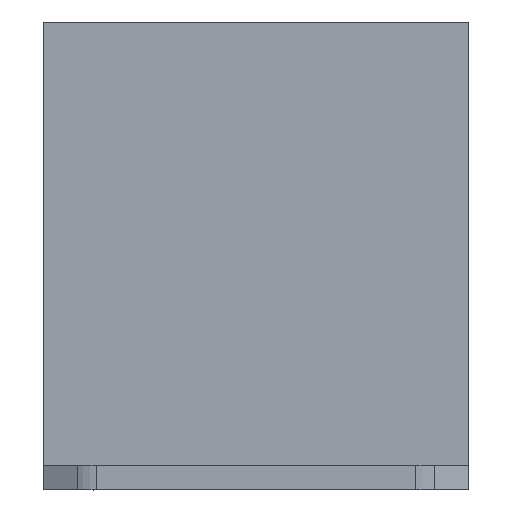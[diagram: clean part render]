
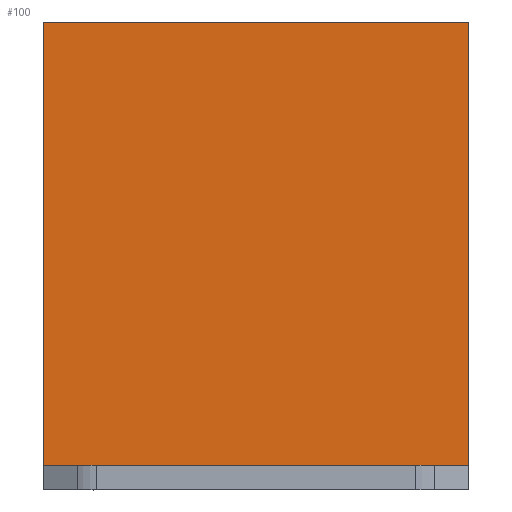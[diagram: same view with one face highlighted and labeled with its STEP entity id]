
A CAD part, front view. The second image highlights one B-rep face of the part: STEP entity #100.
In plain terms, the highlighted planar face has unit normal (0, -1, 0).
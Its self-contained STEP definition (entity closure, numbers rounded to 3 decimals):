
#100=ADVANCED_FACE('',(#289),#205,.F.);
#205=PLANE('',#2238);
#289=FACE_OUTER_BOUND('',#393,.T.);
#393=EDGE_LOOP('',(#625,#626,#627,#628));
#625=ORIENTED_EDGE('',*,*,#1468,.T.);
#626=ORIENTED_EDGE('',*,*,#1469,.T.);
#627=ORIENTED_EDGE('',*,*,#1470,.T.);
#628=ORIENTED_EDGE('',*,*,#1377,.F.);
#1165=VERTEX_POINT('',#2950);
#1166=VERTEX_POINT('',#2952);
#1247=VERTEX_POINT('',#3143);
#1248=VERTEX_POINT('',#3145);
#1377=EDGE_CURVE('',#1165,#1166,#1697,.T.);
#1468=EDGE_CURVE('',#1165,#1247,#1774,.T.);
#1469=EDGE_CURVE('',#1247,#1248,#1775,.T.);
#1470=EDGE_CURVE('',#1248,#1166,#1776,.T.);
#1697=LINE('',#2951,#1955);
#1774=LINE('',#3142,#2032);
#1775=LINE('',#3144,#2033);
#1776=LINE('',#3146,#2034);
#1955=VECTOR('',#2374,1.);
#2032=VECTOR('',#2501,1.);
#2033=VECTOR('',#2502,1.);
#2034=VECTOR('',#2503,1.);
#2238=AXIS2_PLACEMENT_3D('',#3147,#2504,#2505);
#2374=DIRECTION('',(-1.,0.,0.));
#2501=DIRECTION('',(0.,0.,1.));
#2502=DIRECTION('',(-1.,0.,0.));
#2503=DIRECTION('',(0.,0.,-1.));
#2504=DIRECTION('',(0.,1.,0.));
#2505=DIRECTION('',(-1.,0.,0.));
#2950=CARTESIAN_POINT('',(11.175,-3.6,-23.4));
#2951=CARTESIAN_POINT('',(-11.175,-3.6,-23.4));
#2952=CARTESIAN_POINT('',(-11.175,-3.6,-23.4));
#3142=CARTESIAN_POINT('',(11.175,-3.6,-24.7));
#3143=CARTESIAN_POINT('',(11.175,-3.6,-0.1));
#3144=CARTESIAN_POINT('',(-11.175,-3.6,-0.1));
#3145=CARTESIAN_POINT('',(-11.175,-3.6,-0.1));
#3146=CARTESIAN_POINT('',(-11.175,-3.6,-24.7));
#3147=CARTESIAN_POINT('',(11.175,-3.6,-24.7));
